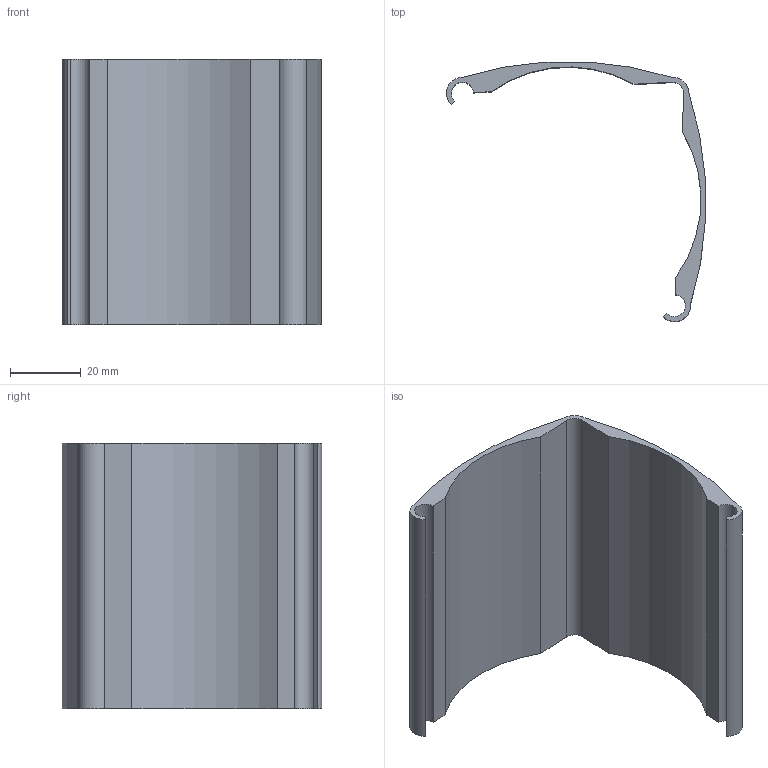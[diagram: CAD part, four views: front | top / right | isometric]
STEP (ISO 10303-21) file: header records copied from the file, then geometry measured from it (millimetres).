
FILE_DESCRIPTION(/* description */ (''),/* implementation_level */ '2;1');
FILE_NAME(/* name */ 'Cage60mm-2sides-InnerD75mm-L75mm.stp',/* time_stamp */ '2024-08-28T16:35:12+02:00',/* author */ ('nvladi'),/* organization */ (''),/* preprocessor_version */ 'ST-DEVELOPER v19',/* originating_system */ 'Autodesk Inventor 2023',/* authorisation */ '');
FILE_SCHEMA (('AUTOMOTIVE_DESIGN { 1 0 10303 214 3 1 1 }'));
Length unit declared in the file: millimetre
Products named in the file (1): Cage60mm-2sides-InnerD75mm-L75mm
Bounding box: 73.2 x 73.38 x 75 mm (x, y, z)
Volume: 29856 mm3; surface area: 23275.7 mm2
Topology: 1 solids, 1 shells, 18 faces, 65 edges, 66 vertices
Faces by surface type: cylinder 10, plane 8
Entity records: 737 total; most frequent: CARTESIAN_POINT 143, DIRECTION 128, ORIENTED_EDGE 96, AXIS2_PLACEMENT_3D 50, EDGE_CURVE 48, VERTEX_POINT 32, CIRCLE 31, LINE 28
